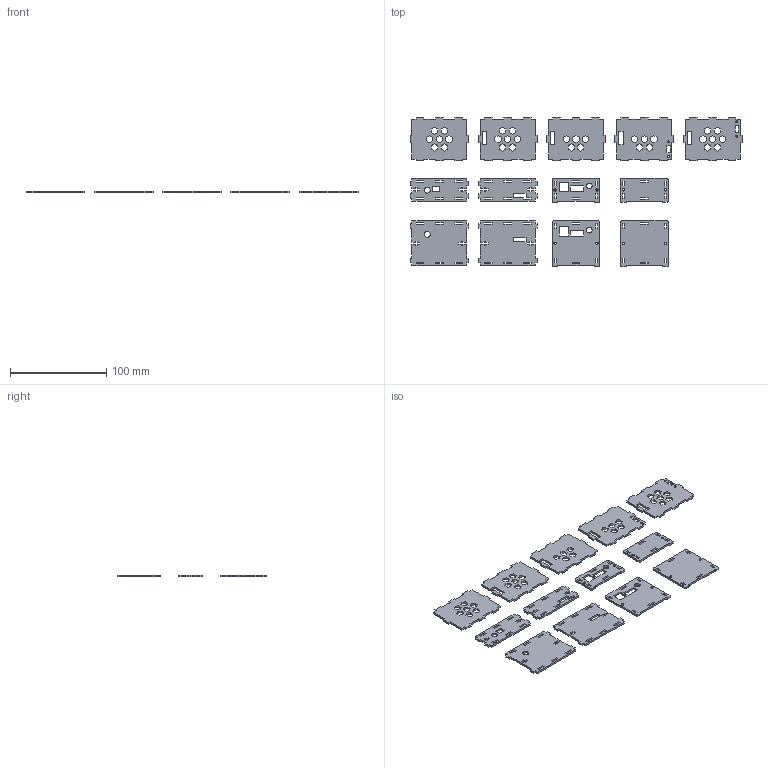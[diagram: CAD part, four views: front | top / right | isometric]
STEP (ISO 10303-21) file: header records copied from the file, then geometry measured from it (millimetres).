
FILE_DESCRIPTION(/* description */ (''),/* implementation_level */ '2;1');
FILE_NAME(/* name */ 'Revised Box Jan 2021 with top option 3.step',/* time_stamp */ '2023-10-28T13:23:37-07:00',/* author */ (''),/* organization */ (''),/* preprocessor_version */ 'ST-DEVELOPER v20',/* originating_system */ 'Autodesk Translation Framework v12.14.0.127',/* authorisation */ '');
FILE_SCHEMA (('AUTOMOTIVE_DESIGN { 1 0 10303 214 3 1 1 }'));
Length unit declared in the file: millimetre
Products named in the file (1): (Unsaved)
Bounding box: 345 x 155.5 x 2 mm (x, y, z)
Volume: 49632 mm3; surface area: 59566 mm2
Topology: 13 solids, 13 shells, 876 faces, 2550 edges, 1700 vertices
Faces by surface type: plane 836, cylinder 40
Full cylindrical faces by diameter (mm): 2.1 x4, 2.5 x8, 6 x2, 6.2 x2
Entity records: 28843 total; most frequent: CARTESIAN_POINT 5127, ORIENTED_EDGE 5100, DIRECTION 4384, EDGE_CURVE 2550, LINE 2470, VECTOR 2470, VERTEX_POINT 1700, EDGE_LOOP 1090
